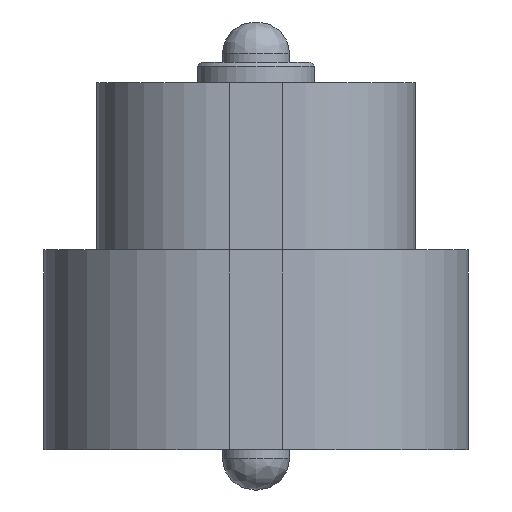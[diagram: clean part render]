
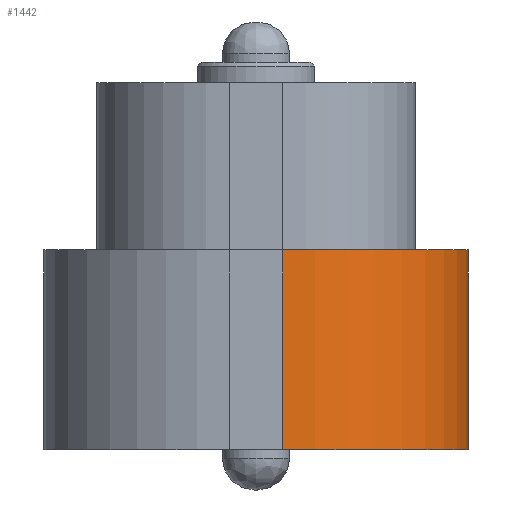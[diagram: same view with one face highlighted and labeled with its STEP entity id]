
A CAD part, left-side view. The second image highlights one B-rep face of the part: STEP entity #1442.
In plain terms, the highlighted cylindrical face has radius 3.501 mm (diameter 7.002 mm), a partial arc.
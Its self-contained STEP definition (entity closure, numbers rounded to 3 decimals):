
#159=FACE_OUTER_BOUND('',#276,.T.);
#276=EDGE_LOOP('',(#1092,#1093,#1094,#1095));
#427=LINE('',#2420,#505);
#428=LINE('',#2426,#506);
#505=VECTOR('',#1919,10.);
#506=VECTOR('',#1926,10.);
#578=CIRCLE('',#1604,3.501);
#579=CIRCLE('',#1605,3.501);
#708=VERTEX_POINT('',#2416);
#709=VERTEX_POINT('',#2418);
#710=VERTEX_POINT('',#2422);
#711=VERTEX_POINT('',#2424);
#855=EDGE_CURVE('',#708,#709,#427,.T.);
#856=EDGE_CURVE('',#710,#708,#578,.T.);
#857=EDGE_CURVE('',#711,#709,#579,.T.);
#858=EDGE_CURVE('',#710,#711,#428,.T.);
#1092=ORIENTED_EDGE('',*,*,#856,.T.);
#1093=ORIENTED_EDGE('',*,*,#855,.T.);
#1094=ORIENTED_EDGE('',*,*,#857,.F.);
#1095=ORIENTED_EDGE('',*,*,#858,.F.);
#1384=CYLINDRICAL_SURFACE('',#1603,3.501);
#1442=ADVANCED_FACE('',(#159),#1384,.T.);
#1603=AXIS2_PLACEMENT_3D('',#2421,#1920,#1921);
#1604=AXIS2_PLACEMENT_3D('',#2423,#1922,#1923);
#1605=AXIS2_PLACEMENT_3D('',#2425,#1924,#1925);
#1919=DIRECTION('',(0.,0.,1.));
#1920=DIRECTION('center_axis',(0.,0.,1.));
#1921=DIRECTION('ref_axis',(-1.,0.,0.));
#1922=DIRECTION('center_axis',(0.,0.,1.));
#1923=DIRECTION('ref_axis',(-1.,0.,0.));
#1924=DIRECTION('center_axis',(0.,0.,1.));
#1925=DIRECTION('ref_axis',(-1.,0.,0.));
#1926=DIRECTION('',(0.,0.,1.));
#2416=CARTESIAN_POINT('',(-13.499,-4.001,0.));
#2418=CARTESIAN_POINT('',(-13.499,-4.001,3.759));
#2420=CARTESIAN_POINT('',(-13.499,-4.001,0.));
#2421=CARTESIAN_POINT('Origin',(-13.499,-0.499,0.));
#2422=CARTESIAN_POINT('',(-17.,-0.499,0.));
#2423=CARTESIAN_POINT('Origin',(-13.499,-0.499,0.));
#2424=CARTESIAN_POINT('',(-17.,-0.499,3.759));
#2425=CARTESIAN_POINT('Origin',(-13.499,-0.499,3.759));
#2426=CARTESIAN_POINT('',(-17.,-0.499,0.));
